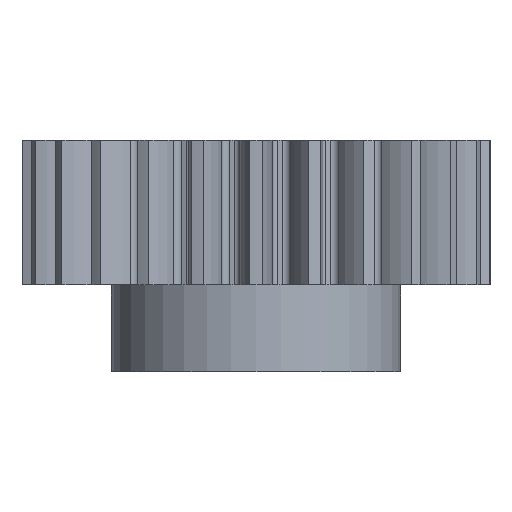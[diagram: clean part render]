
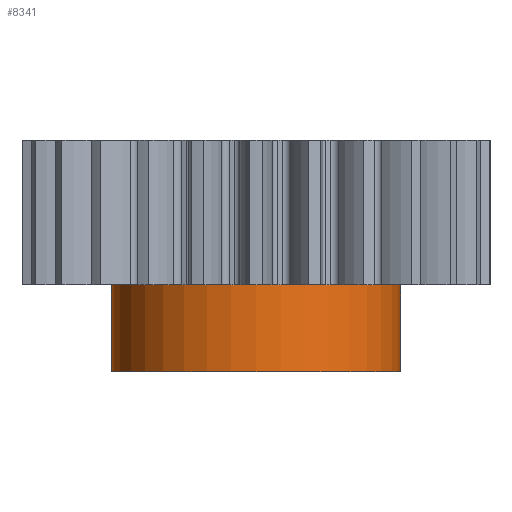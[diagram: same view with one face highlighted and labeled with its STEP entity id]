
A CAD part, front view. The second image highlights one B-rep face of the part: STEP entity #8341.
In plain terms, the highlighted cylindrical face has radius 25 mm (diameter 50 mm), a partial arc.
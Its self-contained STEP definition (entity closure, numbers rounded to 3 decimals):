
#141 = EDGE_LOOP ( 'NONE', ( #6968, #6969, #6970, #6958 ) ) ;
#545 = VECTOR ( 'NONE', #5457, 1000. ) ;
#547 = LINE ( 'NONE', #5427, #931 ) ;
#670 = LINE ( 'NONE', #5456, #545 ) ;
#875 = CIRCLE ( 'NONE', #1136, 25. ) ;
#931 = VECTOR ( 'NONE', #5453, 1000. ) ;
#937 = CIRCLE ( 'NONE', #959, 25. ) ;
#959 = AXIS2_PLACEMENT_3D ( 'NONE', #5455, #5447, #5449 ) ;
#1136 = AXIS2_PLACEMENT_3D ( 'NONE', #5678, #5677, #5676 ) ;
#1264 = EDGE_CURVE ( 'NONE', #1877, #1920, #670, .T. ) ;
#1269 = EDGE_CURVE ( 'NONE', #1810, #1784, #547, .T. ) ;
#1270 = EDGE_CURVE ( 'NONE', #1810, #1877, #937, .T. ) ;
#1479 = EDGE_CURVE ( 'NONE', #1920, #1784, #875, .T. ) ;
#1784 = VERTEX_POINT ( 'NONE', #7784 ) ;
#1810 = VERTEX_POINT ( 'NONE', #7743 ) ;
#1877 = VERTEX_POINT ( 'NONE', #7783 ) ;
#1920 = VERTEX_POINT ( 'NONE', #8048 ) ;
#3114 = FACE_OUTER_BOUND ( 'NONE', #141, .T. ) ;
#3200 = CYLINDRICAL_SURFACE ( 'NONE', #5191, 25. ) ;
#5037 = CARTESIAN_POINT ( 'NONE',  ( 0., 0., -15. ) ) ;
#5038 = DIRECTION ( 'NONE',  ( 0., 0., 1. ) ) ;
#5046 = DIRECTION ( 'NONE',  ( 1., 0., 0. ) ) ;
#5191 = AXIS2_PLACEMENT_3D ( 'NONE', #5037, #5038, #5046 ) ;
#5427 = CARTESIAN_POINT ( 'NONE',  ( -25., 0., -15. ) ) ;
#5447 = DIRECTION ( 'NONE',  ( 0., 0., 1. ) ) ;
#5449 = DIRECTION ( 'NONE',  ( 1., 0., 0. ) ) ;
#5453 = DIRECTION ( 'NONE',  ( 0., 0., 1. ) ) ;
#5455 = CARTESIAN_POINT ( 'NONE',  ( 0., 0., -15. ) ) ;
#5456 = CARTESIAN_POINT ( 'NONE',  ( 25., 0., -15. ) ) ;
#5457 = DIRECTION ( 'NONE',  ( 0., 0., 1. ) ) ;
#5676 = DIRECTION ( 'NONE',  ( 1., 0., 0. ) ) ;
#5677 = DIRECTION ( 'NONE',  ( 0., 0., -1. ) ) ;
#5678 = CARTESIAN_POINT ( 'NONE',  ( 0., 0., 0. ) ) ;
#6958 = ORIENTED_EDGE ( 'NONE', *, *, #1479, .T. ) ;
#6968 = ORIENTED_EDGE ( 'NONE', *, *, #1269, .F. ) ;
#6969 = ORIENTED_EDGE ( 'NONE', *, *, #1270, .T. ) ;
#6970 = ORIENTED_EDGE ( 'NONE', *, *, #1264, .T. ) ;
#7743 = CARTESIAN_POINT ( 'NONE',  ( -25., 0., -15. ) ) ;
#7783 = CARTESIAN_POINT ( 'NONE',  ( 25., 0., -15. ) ) ;
#7784 = CARTESIAN_POINT ( 'NONE',  ( -25., 0., 0. ) ) ;
#8048 = CARTESIAN_POINT ( 'NONE',  ( 25., 0., 0. ) ) ;
#8341 = ADVANCED_FACE ( 'NONE', ( #3114 ), #3200, .T. ) ;
